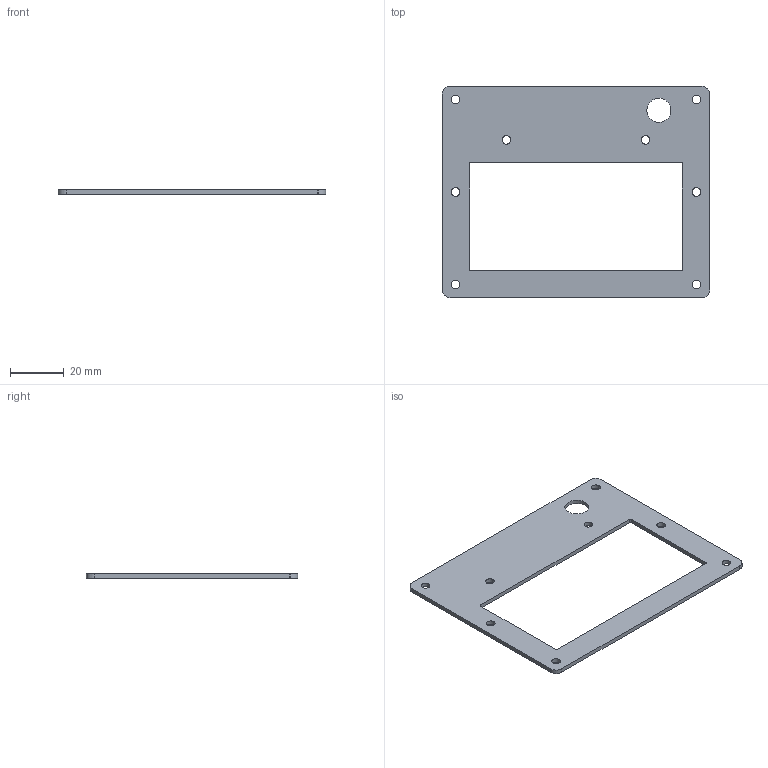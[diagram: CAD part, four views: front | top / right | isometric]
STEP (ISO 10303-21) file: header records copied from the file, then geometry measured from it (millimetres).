
FILE_DESCRIPTION(('KiCad electronic assembly'),'2;1');
FILE_NAME('Shortcut_Keyboard_Case_TOP.step','2025-02-09T14:41:23',( 'Pcbnew'),('Kicad'),'Open CASCADE STEP processor 7.8', 'KiCad to STEP converter','Unknown');
FILE_SCHEMA(('AUTOMOTIVE_DESIGN { 1 0 10303 214 1 1 1 1 }'));
Length unit declared in the file: millimetre
Products named in the file (2): Shortcut_Keyboard_Case_TOP 1; Shortcut_Keyboard_Case_TOP_PCB
Assembly tree (1 placements, depth 2):
  Shortcut_Keyboard_Case_TOP 1
    Shortcut_Keyboard_Case_TOP_PCB
Bounding box: 100 x 79 x 1.6 mm (x, y, z)
Volume: 7252.6 mm3; surface area: 10187.3 mm2
Topology: 1 solids, 1 shells, 35 faces, 99 edges, 66 vertices
Faces by surface type: plane 18, cylinder 17
Full cylindrical faces by diameter (mm): 3.2 x8, 9 x1
Entity records: 1224 total; most frequent: DIRECTION 207, CARTESIAN_POINT 202, ORIENTED_EDGE 198, EDGE_CURVE 99, AXIS2_PLACEMENT_3D 71, VERTEX_POINT 66, LINE 65, VECTOR 65
